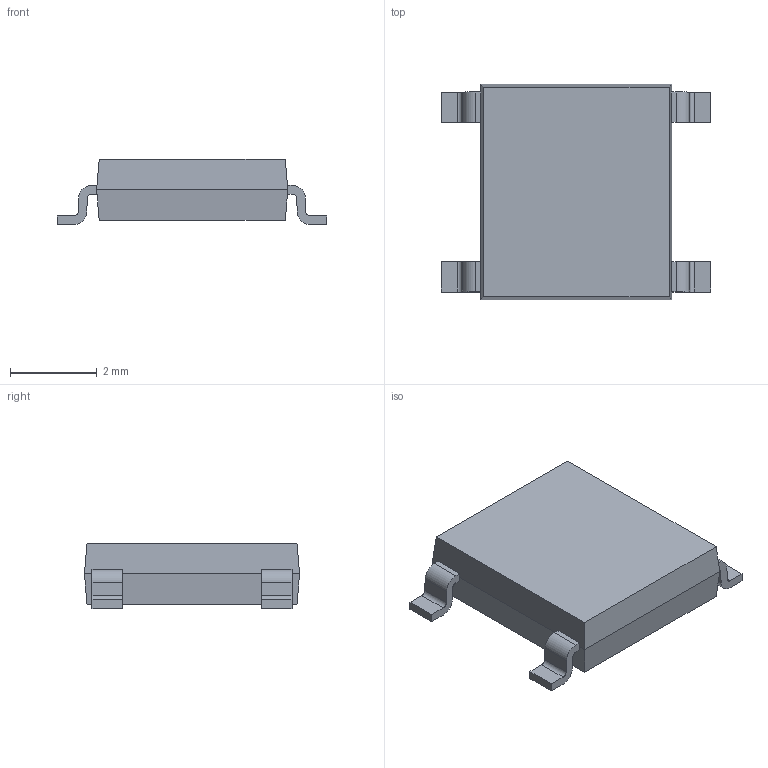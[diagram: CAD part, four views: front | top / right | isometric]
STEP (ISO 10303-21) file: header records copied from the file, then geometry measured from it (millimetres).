
FILE_DESCRIPTION (( 'STEP AP214' ), '1' );
FILE_NAME ('ABS8.STEP', '2024-04-23T08:24:23', ( '' ), ( '' ), 'SwSTEP 2.0', 'SolidWorks 2024', '' );
FILE_SCHEMA (( 'AUTOMOTIVE_DESIGN' ));
Length unit declared in the file: millimetre
Products named in the file (6): 034001-05000-body_3; ABS8; 034001-05000-body; 034001-05000-body_1; 034001-05000-body_2; 034001-05000-body_4
Assembly tree (5 placements, depth 2):
  ABS8
    034001-05000-body
    034001-05000-body_2
    034001-05000-body_4
    034001-05000-body_3
    034001-05000-body_1
Bounding box: 6.2 x 4.95 x 1.5 mm (x, y, z)
Volume: 30.5 mm3; surface area: 78.6 mm2
Topology: 5 solids, 5 shells, 70 faces, 176 edges, 116 vertices
Faces by surface type: plane 54, cylinder 16
Entity records: 2267 total; most frequent: CARTESIAN_POINT 370, DIRECTION 364, ORIENTED_EDGE 352, EDGE_CURVE 176, VECTOR 144, LINE 144, VERTEX_POINT 116, AXIS2_PLACEMENT_3D 110
